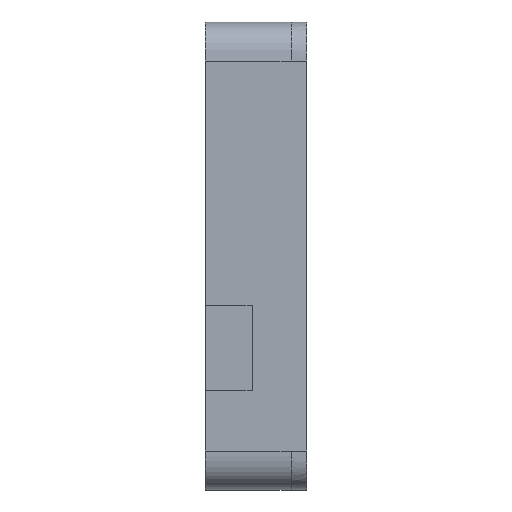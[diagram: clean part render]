
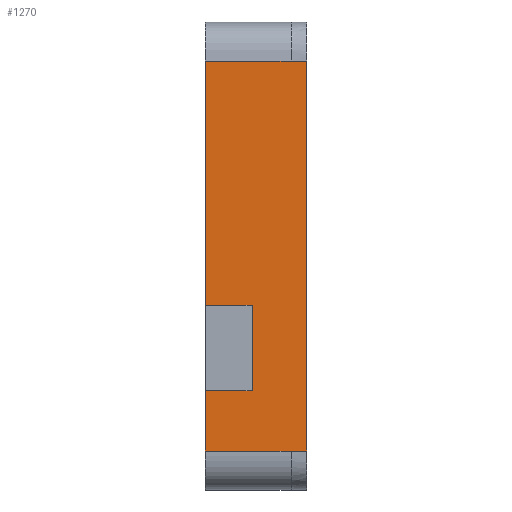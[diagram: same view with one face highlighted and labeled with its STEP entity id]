
A CAD part, left-side view. The second image highlights one B-rep face of the part: STEP entity #1270.
In plain terms, the highlighted planar face has unit normal (-1, 0, 0).
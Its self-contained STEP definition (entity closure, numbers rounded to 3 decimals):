
#27 = CARTESIAN_POINT ( 'NONE',  ( -45., 13., -25. ) ) ;
#32 = DIRECTION ( 'NONE',  ( 0., 0., 1. ) ) ;
#185 = LINE ( 'NONE', #4593, #5379 ) ;
#253 = EDGE_CURVE ( 'NONE', #1611, #3656, #3428, .T. ) ;
#297 = DIRECTION ( 'NONE',  ( 0., 0., -1. ) ) ;
#401 = CARTESIAN_POINT ( 'NONE',  ( -45., 0.667, 25. ) ) ;
#416 = DIRECTION ( 'NONE',  ( 0., -1., 0. ) ) ;
#461 = VERTEX_POINT ( 'NONE', #3109 ) ;
#652 = CARTESIAN_POINT ( 'NONE',  ( -45., 0., -25. ) ) ;
#662 = ORIENTED_EDGE ( 'NONE', *, *, #3489, .F. ) ;
#858 = VERTEX_POINT ( 'NONE', #5765 ) ;
#896 = EDGE_LOOP ( 'NONE', ( #3176, #2478, #4466, #908, #1942, #4886, #3831, #2675, #1133, #662 ) ) ;
#908 = ORIENTED_EDGE ( 'NONE', *, *, #253, .T. ) ;
#950 = EDGE_CURVE ( 'NONE', #3248, #4769, #1471, .T. ) ;
#1117 = VERTEX_POINT ( 'NONE', #2281 ) ;
#1133 = ORIENTED_EDGE ( 'NONE', *, *, #5470, .T. ) ;
#1227 = DIRECTION ( 'NONE',  ( 0., 0., 1. ) ) ;
#1263 = LINE ( 'NONE', #1766, #3289 ) ;
#1270 = ADVANCED_FACE ( 'NONE', ( #1559 ), #3352, .F. ) ;
#1306 = EDGE_CURVE ( 'NONE', #1611, #858, #3821, .T. ) ;
#1428 = CARTESIAN_POINT ( 'NONE',  ( -45., 13., -25. ) ) ;
#1471 = LINE ( 'NONE', #4554, #4196 ) ;
#1559 = FACE_OUTER_BOUND ( 'NONE', #896, .T. ) ;
#1588 = CARTESIAN_POINT ( 'NONE',  ( -45., 7., -17.3 ) ) ;
#1611 = VERTEX_POINT ( 'NONE', #4923 ) ;
#1766 = CARTESIAN_POINT ( 'NONE',  ( -45., 13., 25. ) ) ;
#1814 = DIRECTION ( 'NONE',  ( 0., 0., 1. ) ) ;
#1855 = CARTESIAN_POINT ( 'NONE',  ( -45., 13., -17.3 ) ) ;
#1869 = B_SPLINE_CURVE_WITH_KNOTS ( 'NONE', 3,
 ( #3245, #4207, #1952, #652 ),
 .UNSPECIFIED., .F., .F.,
 ( 4, 4 ),
 ( 0., 1. ),
 .UNSPECIFIED. ) ;
#1942 = ORIENTED_EDGE ( 'NONE', *, *, #3962, .F. ) ;
#1952 = CARTESIAN_POINT ( 'NONE',  ( -45., 0.667, -25. ) ) ;
#1996 = DIRECTION ( 'NONE',  ( 0., 1., 0. ) ) ;
#2020 = CARTESIAN_POINT ( 'NONE',  ( -45., -4.18, -17.3 ) ) ;
#2105 = VECTOR ( 'NONE', #1996, 1000. ) ;
#2224 = CARTESIAN_POINT ( 'NONE',  ( -45., 2., 25. ) ) ;
#2281 = CARTESIAN_POINT ( 'NONE',  ( -45., 2., -25. ) ) ;
#2315 = CARTESIAN_POINT ( 'NONE',  ( -45., 13., -25. ) ) ;
#2368 = CARTESIAN_POINT ( 'NONE',  ( -45., 13., -6.3 ) ) ;
#2394 = LINE ( 'NONE', #1428, #4709 ) ;
#2424 = DIRECTION ( 'NONE',  ( 0., -1., 0. ) ) ;
#2451 = DIRECTION ( 'NONE',  ( 1., 0., 0. ) ) ;
#2478 = ORIENTED_EDGE ( 'NONE', *, *, #3280, .F. ) ;
#2675 = ORIENTED_EDGE ( 'NONE', *, *, #2974, .T. ) ;
#2693 = VECTOR ( 'NONE', #1814, 1000. ) ;
#2696 = LINE ( 'NONE', #27, #2693 ) ;
#2853 = VERTEX_POINT ( 'NONE', #2878 ) ;
#2856 = DIRECTION ( 'NONE',  ( 0., 0., 1. ) ) ;
#2878 = CARTESIAN_POINT ( 'NONE',  ( -45., 0., 25. ) ) ;
#2959 = AXIS2_PLACEMENT_3D ( 'NONE', #5173, #2451, #297 ) ;
#2974 = EDGE_CURVE ( 'NONE', #5331, #2853, #5252, .T. ) ;
#3010 = CARTESIAN_POINT ( 'NONE',  ( -45., 0., 30. ) ) ;
#3070 = CARTESIAN_POINT ( 'NONE',  ( -45., 0., 25. ) ) ;
#3109 = CARTESIAN_POINT ( 'NONE',  ( -45., 2., 25. ) ) ;
#3155 = EDGE_CURVE ( 'NONE', #5058, #1117, #2394, .T. ) ;
#3176 = ORIENTED_EDGE ( 'NONE', *, *, #950, .F. ) ;
#3242 = EDGE_CURVE ( 'NONE', #1117, #5331, #1869, .T. ) ;
#3245 = CARTESIAN_POINT ( 'NONE',  ( -45., 2., -25. ) ) ;
#3248 = VERTEX_POINT ( 'NONE', #2368 ) ;
#3280 = EDGE_CURVE ( 'NONE', #858, #3248, #185, .T. ) ;
#3289 = VECTOR ( 'NONE', #416, 1000. ) ;
#3352 = PLANE ( 'NONE',  #2959 ) ;
#3428 = LINE ( 'NONE', #2020, #2105 ) ;
#3489 = EDGE_CURVE ( 'NONE', #4769, #461, #1263, .T. ) ;
#3656 = VERTEX_POINT ( 'NONE', #1855 ) ;
#3821 = LINE ( 'NONE', #1588, #4690 ) ;
#3831 = ORIENTED_EDGE ( 'NONE', *, *, #3242, .T. ) ;
#3962 = EDGE_CURVE ( 'NONE', #5058, #3656, #2696, .T. ) ;
#4153 = DIRECTION ( 'NONE',  ( 0., 1., 0. ) ) ;
#4196 = VECTOR ( 'NONE', #32, 1000. ) ;
#4207 = CARTESIAN_POINT ( 'NONE',  ( -45., 1.333, -25. ) ) ;
#4430 = VECTOR ( 'NONE', #1227, 1000. ) ;
#4466 = ORIENTED_EDGE ( 'NONE', *, *, #1306, .F. ) ;
#4554 = CARTESIAN_POINT ( 'NONE',  ( -45., 13., -25. ) ) ;
#4593 = CARTESIAN_POINT ( 'NONE',  ( -45., -4.18, -6.3 ) ) ;
#4690 = VECTOR ( 'NONE', #2856, 1000. ) ;
#4709 = VECTOR ( 'NONE', #2424, 1000. ) ;
#4769 = VERTEX_POINT ( 'NONE', #4782 ) ;
#4782 = CARTESIAN_POINT ( 'NONE',  ( -45., 13., 25. ) ) ;
#4886 = ORIENTED_EDGE ( 'NONE', *, *, #3155, .T. ) ;
#4923 = CARTESIAN_POINT ( 'NONE',  ( -45., 7., -17.3 ) ) ;
#5058 = VERTEX_POINT ( 'NONE', #2315 ) ;
#5173 = CARTESIAN_POINT ( 'NONE',  ( -45., 2., 30. ) ) ;
#5252 = LINE ( 'NONE', #3010, #4430 ) ;
#5331 = VERTEX_POINT ( 'NONE', #5704 ) ;
#5379 = VECTOR ( 'NONE', #4153, 1000. ) ;
#5470 = EDGE_CURVE ( 'NONE', #2853, #461, #5490, .T. ) ;
#5490 = B_SPLINE_CURVE_WITH_KNOTS ( 'NONE', 3,
 ( #3070, #401, #5753, #2224 ),
 .UNSPECIFIED., .F., .F.,
 ( 4, 4 ),
 ( 0., 1. ),
 .UNSPECIFIED. ) ;
#5704 = CARTESIAN_POINT ( 'NONE',  ( -45., 0., -25. ) ) ;
#5753 = CARTESIAN_POINT ( 'NONE',  ( -45., 1.333, 25. ) ) ;
#5765 = CARTESIAN_POINT ( 'NONE',  ( -45., 7., -6.3 ) ) ;
